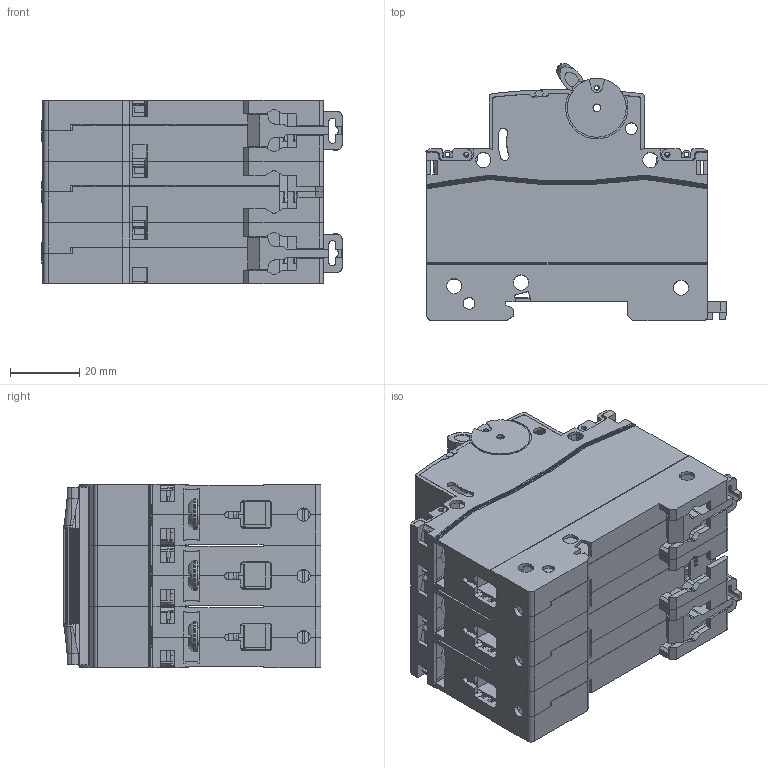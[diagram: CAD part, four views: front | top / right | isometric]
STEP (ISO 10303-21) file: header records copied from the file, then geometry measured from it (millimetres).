
FILE_DESCRIPTION (( 'STEP AP203' ), '1' );
FILE_NAME ('Âûêëþ÷àòåëü àâòîìàòè÷åñêèé ÂÀ 47-63N 3P 6êÀ ÂÀ 47-63N (ÂÍ-63N3P).STEP', '2022-12-23T11:45:05', ( '' ), ( '' ), 'SwSTEP 2.0', 'SolidWorks 2021', '' );
FILE_SCHEMA (( 'CONFIG_CONTROL_DESIGN' ));
Products named in the file (1): Âûêëþ÷àòåëü àâòîìàòè÷åñêèé ÂÀ 47-63N 3P 6êÀ ÂÀ 47-63N (ÂÍ-63N3P)
Bounding box: 86.73 x 74.45 x 53.1 mm (x, y, z)
Volume: 59640.1 mm3; surface area: 113751.2 mm2
Topology: 26 solids, 29 shells, 5301 faces, 14997 edges, 9752 vertices
Faces by surface type: plane 3700, cylinder 1204, cone 205, torus 135, bspline 57
Entity records: 174230 total; most frequent: CARTESIAN_POINT 35329, ORIENTED_EDGE 29994, DIRECTION 27880, EDGE_CURVE 14997, VECTOR 11412, LINE 11412, VERTEX_POINT 9752, AXIS2_PLACEMENT_3D 8234
